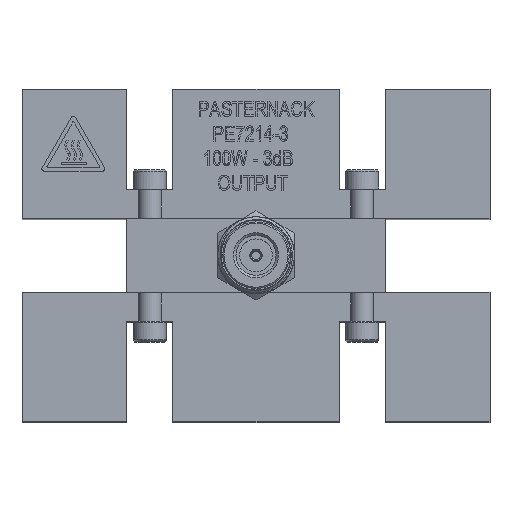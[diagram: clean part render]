
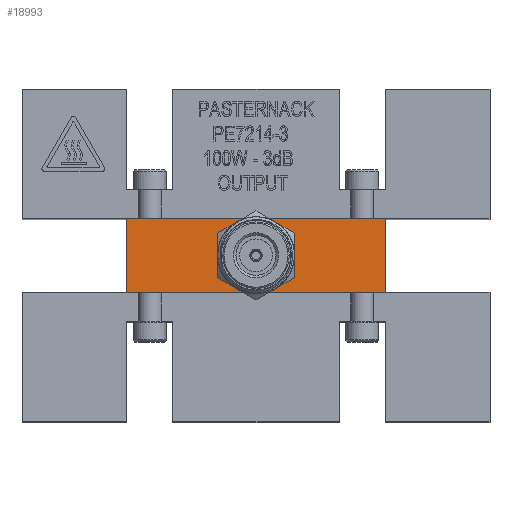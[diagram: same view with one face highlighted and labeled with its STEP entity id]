
A CAD part, top view. The second image highlights one B-rep face of the part: STEP entity #18993.
In plain terms, the highlighted planar face has unit normal (0, 0, 1).
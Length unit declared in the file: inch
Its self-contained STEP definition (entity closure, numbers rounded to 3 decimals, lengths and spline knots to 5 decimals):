
#1453 = ORIENTED_EDGE ( 'NONE', *, *, #46694, .T. ) ;
#2322 = VERTEX_POINT ( 'NONE', #37863 ) ;
#2953 = LINE ( 'NONE', #3518, #39474 ) ;
#3518 = CARTESIAN_POINT ( 'NONE',  ( -1.05, 0.29898, 2.45 ) ) ;
#3694 = DIRECTION ( 'NONE',  ( 0., -1., 0. ) ) ;
#4283 = VERTEX_POINT ( 'NONE', #48860 ) ;
#4911 = ORIENTED_EDGE ( 'NONE', *, *, #5839, .T. ) ;
#5839 = EDGE_CURVE ( 'NONE', #4283, #14195, #50862, .T. ) ;
#6326 = DIRECTION ( 'NONE',  ( 1., 0., 0. ) ) ;
#6952 = VECTOR ( 'NONE', #50366, 39.37008 ) ;
#9677 = AXIS2_PLACEMENT_3D ( 'NONE', #32561, #10007, #15461 ) ;
#10007 = DIRECTION ( 'NONE',  ( 0., 0., 1. ) ) ;
#13029 = VERTEX_POINT ( 'NONE', #51212 ) ;
#14195 = VERTEX_POINT ( 'NONE', #54910 ) ;
#15014 = EDGE_CURVE ( 'NONE', #13029, #2322, #2953, .T. ) ;
#15305 = CARTESIAN_POINT ( 'NONE',  ( 0.25, 0., 2.45 ) ) ;
#15461 = DIRECTION ( 'NONE',  ( 1., 0., 0. ) ) ;
#17005 = ORIENTED_EDGE ( 'NONE', *, *, #25361, .F. ) ;
#18783 = EDGE_LOOP ( 'NONE', ( #17005 ) ) ;
#18993 = ADVANCED_FACE ( 'NONE', ( #22489, #39574 ), #35233, .F. ) ;
#22489 = FACE_BOUND ( 'NONE', #18783, .T. ) ;
#25361 = EDGE_CURVE ( 'NONE', #54945, #54945, #29052, .T. ) ;
#29052 = CIRCLE ( 'NONE', #9677, 0.25 ) ;
#30436 = ORIENTED_EDGE ( 'NONE', *, *, #37414, .T. ) ;
#32561 = CARTESIAN_POINT ( 'NONE',  ( 0., 0., 2.45 ) ) ;
#35233 = PLANE ( 'NONE',  #54390 ) ;
#35519 = CARTESIAN_POINT ( 'NONE',  ( 0., 0., 2.45 ) ) ;
#37414 = EDGE_CURVE ( 'NONE', #2322, #4283, #43314, .T. ) ;
#37590 = EDGE_LOOP ( 'NONE', ( #1453, #45061, #30436, #4911 ) ) ;
#37863 = CARTESIAN_POINT ( 'NONE',  ( -1.05, 0.29898, 2.45 ) ) ;
#38099 = CARTESIAN_POINT ( 'NONE',  ( -1.05, -0.29898, 2.45 ) ) ;
#39474 = VECTOR ( 'NONE', #56423, 39.37008 ) ;
#39574 = FACE_OUTER_BOUND ( 'NONE', #37590, .T. ) ;
#41438 = VECTOR ( 'NONE', #6326, 39.37008 ) ;
#42149 = DIRECTION ( 'NONE',  ( -1., 0., 0. ) ) ;
#42629 = VECTOR ( 'NONE', #3694, 39.37008 ) ;
#43314 = LINE ( 'NONE', #51444, #42629 ) ;
#45061 = ORIENTED_EDGE ( 'NONE', *, *, #15014, .T. ) ;
#46223 = DIRECTION ( 'NONE',  ( 0., 0., -1. ) ) ;
#46694 = EDGE_CURVE ( 'NONE', #14195, #13029, #49807, .T. ) ;
#48860 = CARTESIAN_POINT ( 'NONE',  ( -1.05, -0.29898, 2.45 ) ) ;
#49807 = LINE ( 'NONE', #50667, #6952 ) ;
#50366 = DIRECTION ( 'NONE',  ( 0., 1., 0. ) ) ;
#50667 = CARTESIAN_POINT ( 'NONE',  ( 1.05, -0.29898, 2.45 ) ) ;
#50862 = LINE ( 'NONE', #38099, #41438 ) ;
#51212 = CARTESIAN_POINT ( 'NONE',  ( 1.05, 0.29898, 2.45 ) ) ;
#51444 = CARTESIAN_POINT ( 'NONE',  ( -1.05, -0.29898, 2.45 ) ) ;
#54390 = AXIS2_PLACEMENT_3D ( 'NONE', #35519, #46223, #42149 ) ;
#54910 = CARTESIAN_POINT ( 'NONE',  ( 1.05, -0.29898, 2.45 ) ) ;
#54945 = VERTEX_POINT ( 'NONE', #15305 ) ;
#56423 = DIRECTION ( 'NONE',  ( -1., 0., 0. ) ) ;
